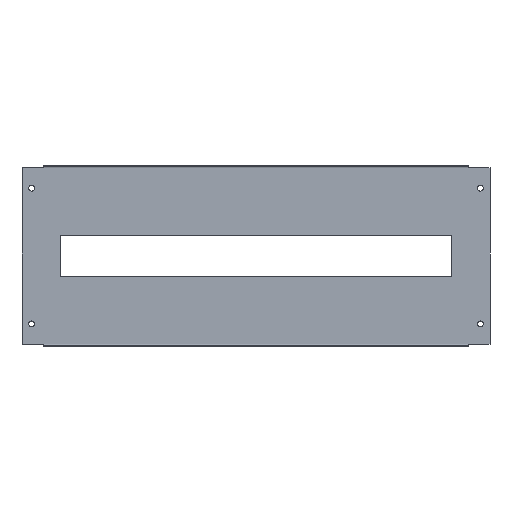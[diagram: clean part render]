
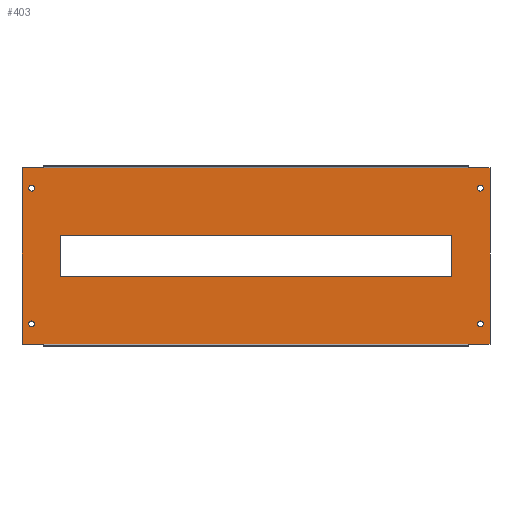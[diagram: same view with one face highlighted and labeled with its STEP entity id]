
A CAD part, top view. The second image highlights one B-rep face of the part: STEP entity #403.
In plain terms, the highlighted planar face has unit normal (0, 0, 1).
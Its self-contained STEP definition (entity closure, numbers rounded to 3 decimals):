
#2 = DIRECTION ( 'NONE',  ( 0., 0., -1. ) ) ;
#9 = CARTESIAN_POINT ( 'NONE',  ( 7.35, 172.5, 0. ) ) ;
#17 = CARTESIAN_POINT ( 'NONE',  ( 506.4, 172.5, 0. ) ) ;
#23 = VECTOR ( 'NONE', #94, 1000. ) ;
#26 = VECTOR ( 'NONE', #671, 1000. ) ;
#37 = DIRECTION ( 'NONE',  ( 0., -1., 0. ) ) ;
#46 = CARTESIAN_POINT ( 'NONE',  ( 493.5, 0., 0. ) ) ;
#53 = CARTESIAN_POINT ( 'NONE',  ( 0., 0., 0. ) ) ;
#72 = ORIENTED_EDGE ( 'NONE', *, *, #76, .F. ) ;
#76 = EDGE_CURVE ( 'NONE', #98, #914, #863, .T. ) ;
#81 = VERTEX_POINT ( 'NONE', #682 ) ;
#83 = CARTESIAN_POINT ( 'NONE',  ( 503.15, 172.5, 0. ) ) ;
#85 = VECTOR ( 'NONE', #129, 1000. ) ;
#93 = EDGE_CURVE ( 'NONE', #81, #616, #438, .T. ) ;
#94 = DIRECTION ( 'NONE',  ( 0., 1., 0. ) ) ;
#95 = DIRECTION ( 'NONE',  ( -1., 0., 0. ) ) ;
#98 = VERTEX_POINT ( 'NONE', #746 ) ;
#101 = VERTEX_POINT ( 'NONE', #743 ) ;
#104 = CARTESIAN_POINT ( 'NONE',  ( 0., 195., 0. ) ) ;
#105 = LINE ( 'NONE', #480, #85 ) ;
#108 = EDGE_CURVE ( 'NONE', #455, #197, #179, .T. ) ;
#119 = CIRCLE ( 'NONE', #592, 3.25 ) ;
#129 = DIRECTION ( 'NONE',  ( 1., 0., 0. ) ) ;
#130 = DIRECTION ( 'NONE',  ( -1., 0., 0. ) ) ;
#134 = AXIS2_PLACEMENT_3D ( 'NONE', #745, #742, #737 ) ;
#147 = ORIENTED_EDGE ( 'NONE', *, *, #187, .T. ) ;
#155 = EDGE_CURVE ( 'NONE', #616, #455, #789, .T. ) ;
#164 = DIRECTION ( 'NONE',  ( -1., 0., 0. ) ) ;
#165 = FACE_BOUND ( 'NONE', #314, .T. ) ;
#174 = FACE_OUTER_BOUND ( 'NONE', #925, .T. ) ;
#176 = DIRECTION ( 'NONE',  ( 0., 0., -1. ) ) ;
#179 = LINE ( 'NONE', #759, #986 ) ;
#186 = CARTESIAN_POINT ( 'NONE',  ( 506.4, 22.5, 0. ) ) ;
#187 = EDGE_CURVE ( 'NONE', #287, #101, #935, .T. ) ;
#191 = CARTESIAN_POINT ( 'NONE',  ( 42., 120.5, 0. ) ) ;
#194 = LINE ( 'NONE', #221, #23 ) ;
#197 = VERTEX_POINT ( 'NONE', #191 ) ;
#199 = VECTOR ( 'NONE', #670, 1000. ) ;
#208 = CARTESIAN_POINT ( 'NONE',  ( 42., 74.5, 0. ) ) ;
#212 = VERTEX_POINT ( 'NONE', #950 ) ;
#221 = CARTESIAN_POINT ( 'NONE',  ( 517., 0., 0. ) ) ;
#238 = CARTESIAN_POINT ( 'NONE',  ( 493.5, 195., 0. ) ) ;
#249 = CARTESIAN_POINT ( 'NONE',  ( 493.5, 0., 0. ) ) ;
#270 = PLANE ( 'NONE',  #535 ) ;
#282 = AXIS2_PLACEMENT_3D ( 'NONE', #510, #507, #504 ) ;
#287 = VERTEX_POINT ( 'NONE', #104 ) ;
#292 = CARTESIAN_POINT ( 'NONE',  ( 475., 74.5, 0. ) ) ;
#296 = VERTEX_POINT ( 'NONE', #895 ) ;
#300 = CARTESIAN_POINT ( 'NONE',  ( 503.15, 22.5, 0. ) ) ;
#305 = ORIENTED_EDGE ( 'NONE', *, *, #526, .T. ) ;
#309 = LINE ( 'NONE', #518, #451 ) ;
#313 = VERTEX_POINT ( 'NONE', #300 ) ;
#314 = EDGE_LOOP ( 'NONE', ( #891 ) ) ;
#334 = LINE ( 'NONE', #435, #601 ) ;
#357 = VECTOR ( 'NONE', #700, 1000. ) ;
#362 = ORIENTED_EDGE ( 'NONE', *, *, #663, .F. ) ;
#372 = FACE_BOUND ( 'NONE', #780, .T. ) ;
#374 = ORIENTED_EDGE ( 'NONE', *, *, #992, .T. ) ;
#397 = LINE ( 'NONE', #900, #357 ) ;
#403 = ADVANCED_FACE ( 'NONE', ( #583, #633, #995, #372, #165, #174 ), #270, .F. ) ;
#419 = DIRECTION ( 'NONE',  ( -1., 0., 0. ) ) ;
#423 = ORIENTED_EDGE ( 'NONE', *, *, #108, .T. ) ;
#435 = CARTESIAN_POINT ( 'NONE',  ( 0., 195., 0. ) ) ;
#438 = LINE ( 'NONE', #766, #620 ) ;
#441 = ORIENTED_EDGE ( 'NONE', *, *, #792, .T. ) ;
#445 = CARTESIAN_POINT ( 'NONE',  ( 7.35, 22.5, 0. ) ) ;
#451 = VECTOR ( 'NONE', #651, 1000. ) ;
#455 = VERTEX_POINT ( 'NONE', #208 ) ;
#480 = CARTESIAN_POINT ( 'NONE',  ( 0., 120.5, 0. ) ) ;
#503 = EDGE_CURVE ( 'NONE', #98, #287, #397, .T. ) ;
#504 = DIRECTION ( 'NONE',  ( -1., 0., 0. ) ) ;
#507 = DIRECTION ( 'NONE',  ( 0., 0., -1. ) ) ;
#509 = VERTEX_POINT ( 'NONE', #445 ) ;
#510 = CARTESIAN_POINT ( 'NONE',  ( 10.6, 172.5, 0. ) ) ;
#512 = VERTEX_POINT ( 'NONE', #773 ) ;
#518 = CARTESIAN_POINT ( 'NONE',  ( 0., 0., 0. ) ) ;
#526 = EDGE_CURVE ( 'NONE', #561, #512, #309, .T. ) ;
#528 = VECTOR ( 'NONE', #37, 1000. ) ;
#534 = VERTEX_POINT ( 'NONE', #83 ) ;
#535 = AXIS2_PLACEMENT_3D ( 'NONE', #53, #977, #130 ) ;
#547 = VECTOR ( 'NONE', #578, 1000. ) ;
#549 = ORIENTED_EDGE ( 'NONE', *, *, #155, .T. ) ;
#561 = VERTEX_POINT ( 'NONE', #249 ) ;
#578 = DIRECTION ( 'NONE',  ( -1., 0., 0. ) ) ;
#583 = FACE_BOUND ( 'NONE', #840, .T. ) ;
#592 = AXIS2_PLACEMENT_3D ( 'NONE', #186, #176, #164 ) ;
#601 = VECTOR ( 'NONE', #419, 1000. ) ;
#616 = VERTEX_POINT ( 'NONE', #292 ) ;
#620 = VECTOR ( 'NONE', #674, 1000. ) ;
#624 = ORIENTED_EDGE ( 'NONE', *, *, #666, .T. ) ;
#633 = FACE_BOUND ( 'NONE', #945, .T. ) ;
#640 = LINE ( 'NONE', #46, #688 ) ;
#644 = ORIENTED_EDGE ( 'NONE', *, *, #921, .T. ) ;
#651 = DIRECTION ( 'NONE',  ( 1., 0., 0. ) ) ;
#658 = CARTESIAN_POINT ( 'NONE',  ( 0., 0., 0. ) ) ;
#663 = EDGE_CURVE ( 'NONE', #561, #296, #640, .T. ) ;
#666 = EDGE_CURVE ( 'NONE', #534, #534, #933, .T. ) ;
#670 = DIRECTION ( 'NONE',  ( 1., 0., 0. ) ) ;
#671 = DIRECTION ( 'NONE',  ( 1., 0., 0. ) ) ;
#674 = DIRECTION ( 'NONE',  ( 0., -1., 0. ) ) ;
#675 = EDGE_LOOP ( 'NONE', ( #624 ) ) ;
#682 = CARTESIAN_POINT ( 'NONE',  ( 475., 120.5, 0. ) ) ;
#684 = CARTESIAN_POINT ( 'NONE',  ( 0., 0., 0. ) ) ;
#688 = VECTOR ( 'NONE', #95, 1000. ) ;
#700 = DIRECTION ( 'NONE',  ( -1., 0., 0. ) ) ;
#732 = DIRECTION ( 'NONE',  ( 0., 1., 0. ) ) ;
#737 = DIRECTION ( 'NONE',  ( -1., 0., 0. ) ) ;
#742 = DIRECTION ( 'NONE',  ( 0., 0., -1. ) ) ;
#743 = CARTESIAN_POINT ( 'NONE',  ( 0., 0., 0. ) ) ;
#745 = CARTESIAN_POINT ( 'NONE',  ( 10.6, 22.5, 0. ) ) ;
#746 = CARTESIAN_POINT ( 'NONE',  ( 23.5, 195., 0. ) ) ;
#749 = ORIENTED_EDGE ( 'NONE', *, *, #503, .T. ) ;
#750 = ORIENTED_EDGE ( 'NONE', *, *, #763, .T. ) ;
#752 = ORIENTED_EDGE ( 'NONE', *, *, #827, .T. ) ;
#754 = ORIENTED_EDGE ( 'NONE', *, *, #869, .T. ) ;
#759 = CARTESIAN_POINT ( 'NONE',  ( 42., 0., 0. ) ) ;
#763 = EDGE_CURVE ( 'NONE', #509, #509, #998, .T. ) ;
#766 = CARTESIAN_POINT ( 'NONE',  ( 475., 0., 0. ) ) ;
#773 = CARTESIAN_POINT ( 'NONE',  ( 517., 0., 0. ) ) ;
#780 = EDGE_LOOP ( 'NONE', ( #750 ) ) ;
#786 = AXIS2_PLACEMENT_3D ( 'NONE', #17, #2, #983 ) ;
#789 = LINE ( 'NONE', #969, #547 ) ;
#792 = EDGE_CURVE ( 'NONE', #101, #296, #864, .T. ) ;
#818 = CIRCLE ( 'NONE', #282, 3.25 ) ;
#827 = EDGE_CURVE ( 'NONE', #910, #910, #818, .T. ) ;
#840 = EDGE_LOOP ( 'NONE', ( #549, #423, #374, #929 ) ) ;
#863 = LINE ( 'NONE', #944, #26 ) ;
#864 = LINE ( 'NONE', #684, #199 ) ;
#869 = EDGE_CURVE ( 'NONE', #212, #914, #334, .T. ) ;
#891 = ORIENTED_EDGE ( 'NONE', *, *, #940, .T. ) ;
#895 = CARTESIAN_POINT ( 'NONE',  ( 23.5, 0., 0. ) ) ;
#900 = CARTESIAN_POINT ( 'NONE',  ( 0., 195., 0. ) ) ;
#910 = VERTEX_POINT ( 'NONE', #9 ) ;
#914 = VERTEX_POINT ( 'NONE', #238 ) ;
#921 = EDGE_CURVE ( 'NONE', #512, #212, #194, .T. ) ;
#925 = EDGE_LOOP ( 'NONE', ( #147, #441, #362, #305, #644, #754, #72, #749 ) ) ;
#929 = ORIENTED_EDGE ( 'NONE', *, *, #93, .T. ) ;
#933 = CIRCLE ( 'NONE', #786, 3.25 ) ;
#935 = LINE ( 'NONE', #658, #528 ) ;
#940 = EDGE_CURVE ( 'NONE', #313, #313, #119, .T. ) ;
#944 = CARTESIAN_POINT ( 'NONE',  ( 23.5, 195., 0. ) ) ;
#945 = EDGE_LOOP ( 'NONE', ( #752 ) ) ;
#950 = CARTESIAN_POINT ( 'NONE',  ( 517., 195., 0. ) ) ;
#969 = CARTESIAN_POINT ( 'NONE',  ( 0., 74.5, 0. ) ) ;
#977 = DIRECTION ( 'NONE',  ( 0., 0., -1. ) ) ;
#983 = DIRECTION ( 'NONE',  ( -1., 0., 0. ) ) ;
#986 = VECTOR ( 'NONE', #732, 1000. ) ;
#992 = EDGE_CURVE ( 'NONE', #197, #81, #105, .T. ) ;
#995 = FACE_BOUND ( 'NONE', #675, .T. ) ;
#998 = CIRCLE ( 'NONE', #134, 3.25 ) ;
